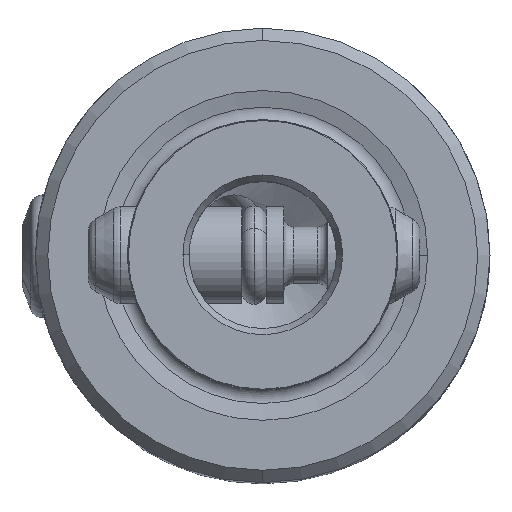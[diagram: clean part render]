
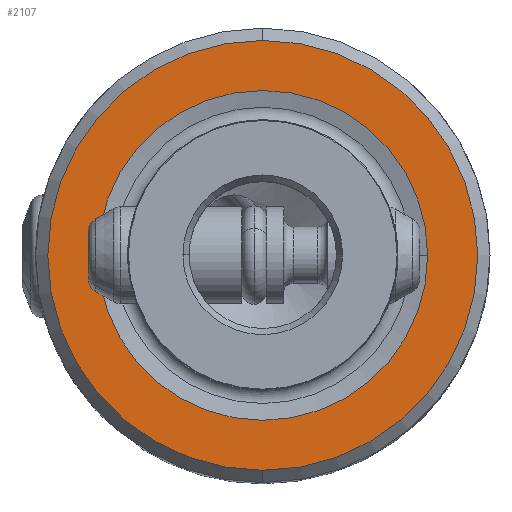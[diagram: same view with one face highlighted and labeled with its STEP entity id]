
A CAD part, top view. The second image highlights one B-rep face of the part: STEP entity #2107.
In plain terms, the highlighted planar face has unit normal (0, 0, 1).
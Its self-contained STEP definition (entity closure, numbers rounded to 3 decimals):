
#1315=VERTEX_POINT('NONE',#3242);
#1767=VERTEX_POINT('NONE',#3757);
#1847=VERTEX_POINT('NONE',#3844);
#1887=EDGE_CURVE('NONE',#1315,#1847,#3888,.T.);
#1969=EDGE_CURVE('NONE',#2365,#1767,#3978,.T.);
#2049=EDGE_CURVE('NONE',#1847,#1315,#4065,.T.);
#2107=ADVANCED_FACE('NONE',(#4130,#4131),#4132,.T.);
#2287=EDGE_CURVE('NONE',#1767,#2365,#4328,.T.);
#2365=VERTEX_POINT('NONE',#4418);
#3242=CARTESIAN_POINT('',(0.,8.75,0.0));
#3757=CARTESIAN_POINT('',(-6.712,0.,0.0));
#3844=CARTESIAN_POINT('',(0.0,-8.75,0.0));
#3888=CIRCLE('',#6602,8.75);
#3978=CIRCLE('',#6725,6.712);
#4065=CIRCLE('',#6866,8.75);
#4130=FACE_OUTER_BOUND('',#6992,.T.);
#4131=FACE_BOUND('',#6993,.T.);
#4132=PLANE('',#6994);
#4328=CIRCLE('',#7375,6.712);
#4418=CARTESIAN_POINT('',(6.712,0.,0.0));
#6602=AXIS2_PLACEMENT_3D('',#9560,#9561,#9562);
#6725=AXIS2_PLACEMENT_3D('',#9663,#9664,#9665);
#6866=AXIS2_PLACEMENT_3D('',#9770,#9771,#9772);
#6992=EDGE_LOOP('',(#9841,#9842));
#6993=EDGE_LOOP('',(#9843,#9844));
#6994=AXIS2_PLACEMENT_3D('',#9845,#9846,#9847);
#7375=AXIS2_PLACEMENT_3D('',#10071,#10072,#10073);
#9560=CARTESIAN_POINT('',(0.0,0.0,0.0));
#9561=DIRECTION('',(0.0,-0.0,1.0));
#9562=DIRECTION('',(0.0,1.0,0.0));
#9663=CARTESIAN_POINT('',(0.0,0.0,0.0));
#9664=DIRECTION('',(0.0,-0.0,1.0));
#9665=DIRECTION('',(0.0,1.0,0.0));
#9770=CARTESIAN_POINT('',(0.0,0.0,0.0));
#9771=DIRECTION('',(0.0,-0.0,1.0));
#9772=DIRECTION('',(0.0,1.0,0.0));
#9841=ORIENTED_EDGE('',*,*,#2049,.T.);
#9842=ORIENTED_EDGE('',*,*,#1887,.T.);
#9843=ORIENTED_EDGE('',*,*,#1969,.F.);
#9844=ORIENTED_EDGE('',*,*,#2287,.F.);
#9845=CARTESIAN_POINT('',(-5.5,0.0,0.0));
#9846=DIRECTION('',(-0.0,0.0,1.0));
#9847=DIRECTION('',(0.0,1.0,0.0));
#10071=CARTESIAN_POINT('',(0.0,0.0,0.0));
#10072=DIRECTION('',(0.0,-0.0,1.0));
#10073=DIRECTION('',(0.0,1.0,0.0));
